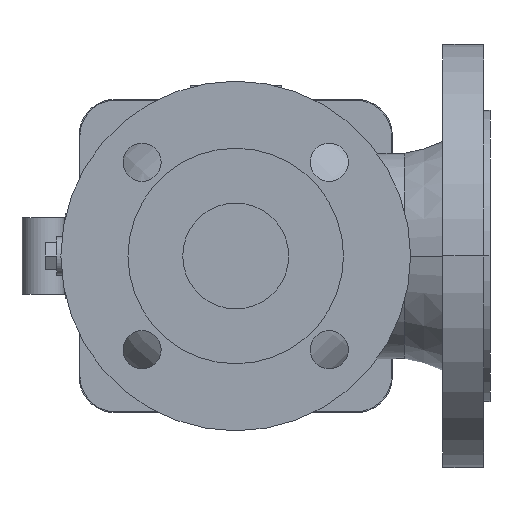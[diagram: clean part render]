
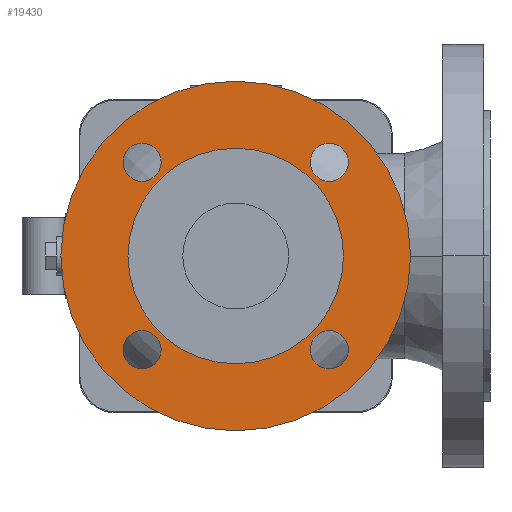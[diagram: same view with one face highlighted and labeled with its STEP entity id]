
A CAD part, front view. The second image highlights one B-rep face of the part: STEP entity #19430.
In plain terms, the highlighted planar face has unit normal (0, -1, 0).
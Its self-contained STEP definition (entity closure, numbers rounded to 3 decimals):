
#1830=CARTESIAN_POINT('',(50.85,3.,0.));
#1840=VERTEX_POINT('',#1830);
#1870=CARTESIAN_POINT('',(0.,3.,0.));
#1880=DIRECTION('',(0.,-1.,-0.));
#1890=DIRECTION('',(-1.,0.,0.));
#1900=AXIS2_PLACEMENT_3D('',#1870,#1880,#1890);
#1910=CIRCLE('',#1900,50.85);
#1920=CARTESIAN_POINT('',(-50.85,3.,0.));
#1930=VERTEX_POINT('',#1920);
#1940=EDGE_CURVE('',#1930,#1840,#1910,.T.);
#2150=CARTESIAN_POINT('',(82.5,3.,0.));
#2160=VERTEX_POINT('',#2150);
#2210=CARTESIAN_POINT('',(0.,3.,0.));
#2220=DIRECTION('',(0.,-1.,-0.));
#2230=DIRECTION('',(-1.,0.,0.));
#2240=AXIS2_PLACEMENT_3D('',#2210,#2220,#2230);
#2250=CIRCLE('',#2240,82.5);
#2260=CARTESIAN_POINT('',(-82.5,3.,0.));
#2270=VERTEX_POINT('',#2260);
#2280=EDGE_CURVE('',#2160,#2270,#2250,.T.);
#7540=CARTESIAN_POINT('',(-35.194,3.,-44.194));
#7550=VERTEX_POINT('',#7540);
#7710=CARTESIAN_POINT('',(-53.194,3.,-44.194));
#7720=VERTEX_POINT('',#7710);
#7750=CARTESIAN_POINT('',(-44.194,3.,-44.194));
#7760=DIRECTION('',(0.,1.,0.));
#7770=DIRECTION('',(-1.,0.,0.));
#7780=AXIS2_PLACEMENT_3D('',#7750,#7760,#7770);
#7790=CIRCLE('',#7780,9.);
#7800=EDGE_CURVE('',#7720,#7550,#7790,.T.);
#7960=CARTESIAN_POINT('',(-53.194,3.,44.194));
#7970=VERTEX_POINT('',#7960);
#8000=CARTESIAN_POINT('',(-44.194,3.,44.194));
#8010=DIRECTION('',(0.,1.,0.));
#8020=DIRECTION('',(-1.,0.,0.));
#8030=AXIS2_PLACEMENT_3D('',#8000,#8010,#8020);
#8040=CIRCLE('',#8030,9.);
#8050=CARTESIAN_POINT('',(-35.194,3.,44.194));
#8060=VERTEX_POINT('',#8050);
#8070=EDGE_CURVE('',#7970,#8060,#8040,.T.);
#8380=CARTESIAN_POINT('',(35.194,3.,44.194));
#8390=VERTEX_POINT('',#8380);
#8420=CARTESIAN_POINT('',(44.194,3.,44.194));
#8430=DIRECTION('',(0.,1.,0.));
#8440=DIRECTION('',(-1.,0.,0.));
#8450=AXIS2_PLACEMENT_3D('',#8420,#8430,#8440);
#8460=CIRCLE('',#8450,9.);
#8470=CARTESIAN_POINT('',(53.194,3.,44.194));
#8480=VERTEX_POINT('',#8470);
#8490=EDGE_CURVE('',#8390,#8480,#8460,.T.);
#8800=CARTESIAN_POINT('',(35.194,3.,-44.194));
#8810=VERTEX_POINT('',#8800);
#8970=CARTESIAN_POINT('',(53.194,3.,-44.194));
#8980=VERTEX_POINT('',#8970);
#9010=CARTESIAN_POINT('',(44.194,3.,-44.194));
#9020=DIRECTION('',(0.,1.,0.));
#9030=DIRECTION('',(-1.,0.,0.));
#9040=AXIS2_PLACEMENT_3D('',#9010,#9020,#9030);
#9050=CIRCLE('',#9040,9.);
#9060=EDGE_CURVE('',#8980,#8810,#9050,.T.);
#19080=CARTESIAN_POINT('',(-66.675,3.,0.));
#19090=DIRECTION('',(0.,-1.,-0.));
#19100=DIRECTION('',(-1.,0.,0.));
#19110=AXIS2_PLACEMENT_3D('',#19080,#19090,#19100);
#19120=PLANE('',#19110);
#19130=EDGE_CURVE('',#8810,#8980,#9050,.T.);
#19140=ORIENTED_EDGE('',*,*,#19130,.T.);
#19150=ORIENTED_EDGE('',*,*,#9060,.T.);
#19160=EDGE_LOOP('',(#19150,#19140));
#19170=FACE_BOUND('',#19160,.T.);
#19180=EDGE_CURVE('',#8480,#8390,#8460,.T.);
#19190=ORIENTED_EDGE('',*,*,#19180,.T.);
#19200=ORIENTED_EDGE('',*,*,#8490,.T.);
#19210=EDGE_LOOP('',(#19200,#19190));
#19220=FACE_BOUND('',#19210,.T.);
#19230=EDGE_CURVE('',#8060,#7970,#8040,.T.);
#19240=ORIENTED_EDGE('',*,*,#19230,.T.);
#19250=ORIENTED_EDGE('',*,*,#8070,.T.);
#19260=EDGE_LOOP('',(#19250,#19240));
#19270=FACE_BOUND('',#19260,.T.);
#19280=EDGE_CURVE('',#7550,#7720,#7790,.T.);
#19290=ORIENTED_EDGE('',*,*,#19280,.T.);
#19300=ORIENTED_EDGE('',*,*,#7800,.T.);
#19310=EDGE_LOOP('',(#19300,#19290));
#19320=FACE_BOUND('',#19310,.T.);
#19330=ORIENTED_EDGE('',*,*,#1940,.F.);
#19340=EDGE_CURVE('',#1840,#1930,#1910,.T.);
#19350=ORIENTED_EDGE('',*,*,#19340,.F.);
#19360=EDGE_LOOP('',(#19350,#19330));
#19370=FACE_BOUND('',#19360,.T.);
#19380=ORIENTED_EDGE('',*,*,#2280,.T.);
#19390=EDGE_CURVE('',#2270,#2160,#2250,.T.);
#19400=ORIENTED_EDGE('',*,*,#19390,.T.);
#19410=EDGE_LOOP('',(#19400,#19380));
#19420=FACE_OUTER_BOUND('',#19410,.T.);
#19430=ADVANCED_FACE('',(#19170,#19220,#19270,#19320,#19370,#19420),
#19120,.T.);
